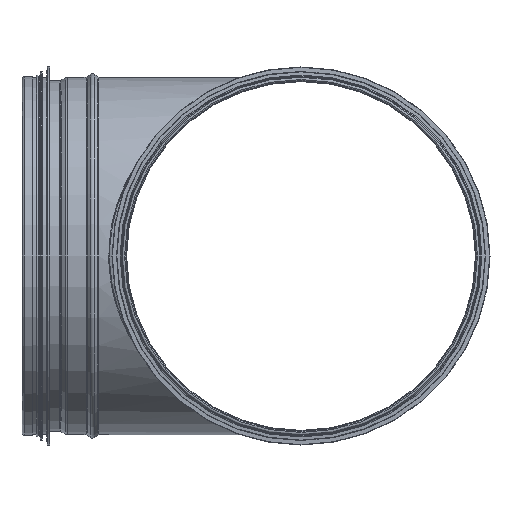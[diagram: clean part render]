
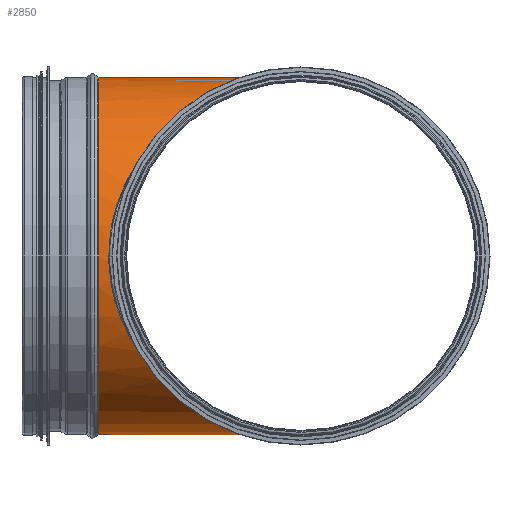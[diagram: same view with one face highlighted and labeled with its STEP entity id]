
A CAD part, front view. The second image highlights one B-rep face of the part: STEP entity #2850.
In plain terms, the highlighted cylindrical face has radius 98.975 mm (diameter 197.95 mm), a full revolution.
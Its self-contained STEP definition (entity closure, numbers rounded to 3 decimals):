
#2765=CARTESIAN_POINT('',(-98.974,0.5,-0.465));
#2766=VERTEX_POINT('',#2765);
#2776=CARTESIAN_POINT('',(98.974,0.5,-0.465));
#2777=VERTEX_POINT('',#2776);
#2778=CARTESIAN_POINT('',(0.,0.,0.0));
#2779=DIRECTION('',(0.,-0.681,-0.732));
#2780=DIRECTION('',(0.,0.732,-0.681));
#2781=AXIS2_PLACEMENT_3D('',#2778,#2779,#2780);
#2782=ELLIPSE('',#2781,145.372,98.975);
#2783=EDGE_CURVE('',#2766,#2777,#2782,.T.);
#2806=CARTESIAN_POINT('',(0.,56.25,0.0));
#2807=DIRECTION('',(0.,1.0,0.0));
#2808=DIRECTION('',(-1.0,0.0,0.0));
#2809=AXIS2_PLACEMENT_3D('',#2806,#2807,#2808);
#2810=CYLINDRICAL_SURFACE('',#2809,98.975);
#2811=ORIENTED_EDGE('',*,*,#2783,.F.);
#2812=CARTESIAN_POINT('',(-98.974,0.5,0.465));
#2813=VERTEX_POINT('',#2812);
#2814=CARTESIAN_POINT('',(0.,0.5,0.0));
#2815=DIRECTION('',(0.0,1.0,0.0));
#2816=DIRECTION('',(-1.0,0.0,0.0));
#2817=AXIS2_PLACEMENT_3D('',#2814,#2815,#2816);
#2818=CIRCLE('',#2817,98.975);
#2819=EDGE_CURVE('',#2766,#2813,#2818,.T.);
#2820=ORIENTED_EDGE('',*,*,#2819,.T.);
#2821=CARTESIAN_POINT('',(98.974,0.5,0.465));
#2822=VERTEX_POINT('',#2821);
#2823=CARTESIAN_POINT('',(0.,0.,0.0));
#2824=DIRECTION('',(0.,-0.681,0.732));
#2825=DIRECTION('',(0.,0.732,0.681));
#2826=AXIS2_PLACEMENT_3D('',#2823,#2824,#2825);
#2827=ELLIPSE('',#2826,145.372,98.975);
#2828=EDGE_CURVE('',#2822,#2813,#2827,.T.);
#2829=ORIENTED_EDGE('',*,*,#2828,.F.);
#2830=CARTESIAN_POINT('',(0.,0.5,0.0));
#2831=DIRECTION('',(0.0,1.0,0.0));
#2832=DIRECTION('',(-1.0,0.0,0.0));
#2833=AXIS2_PLACEMENT_3D('',#2830,#2831,#2832);
#2834=CIRCLE('',#2833,98.975);
#2835=EDGE_CURVE('',#2822,#2777,#2834,.T.);
#2836=ORIENTED_EDGE('',*,*,#2835,.T.);
#2837=EDGE_LOOP('',(#2811,#2820,#2829,#2836));
#2838=FACE_OUTER_BOUND('',#2837,.T.);
#2839=CARTESIAN_POINT('',(-98.975,112.,0.0));
#2840=VERTEX_POINT('',#2839);
#2841=CARTESIAN_POINT('',(0.,112.,0.0));
#2842=DIRECTION('',(0.0,1.0,0.0));
#2843=DIRECTION('',(-1.0,0.0,0.0));
#2844=AXIS2_PLACEMENT_3D('',#2841,#2842,#2843);
#2845=CIRCLE('',#2844,98.975);
#2846=EDGE_CURVE('',#2840,#2840,#2845,.T.);
#2847=ORIENTED_EDGE('',*,*,#2846,.F.);
#2848=EDGE_LOOP('',(#2847));
#2849=FACE_BOUND('',#2848,.T.);
#2850=ADVANCED_FACE('',(#2838,#2849),#2810,.T.);
